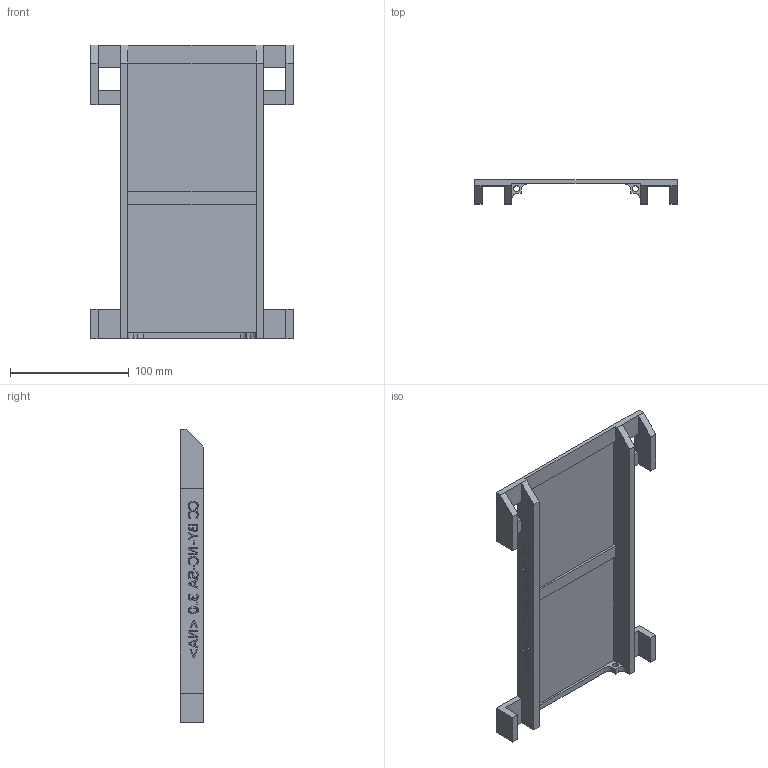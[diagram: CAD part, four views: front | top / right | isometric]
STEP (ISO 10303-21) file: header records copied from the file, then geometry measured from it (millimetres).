
FILE_DESCRIPTION (( 'STEP AP214' ), '1' );
FILE_NAME ('Blank Panel 2.STEP', '2023-02-26T20:57:50', ( '' ), ( '' ), 'SwSTEP 2.0', 'SolidWorks 2010', '' );
FILE_SCHEMA (( 'AUTOMOTIVE_DESIGN' ));
Length unit declared in the file: millimetre
Products named in the file (1): Blank Panel 2
Bounding box: 170.1 x 20 x 247 mm (x, y, z)
Volume: 118798.1 mm3; surface area: 93061.8 mm2
Topology: 1 solids, 1 shells, 307 faces, 851 edges, 566 vertices
Faces by surface type: plane 201, bspline 98, cylinder 8
Entity records: 15747 total; most frequent: CARTESIAN_POINT 8499, ORIENTED_EDGE 1702, DIRECTION 1091, EDGE_CURVE 851, LINE 639, VECTOR 639, VERTEX_POINT 566, EDGE_LOOP 335
